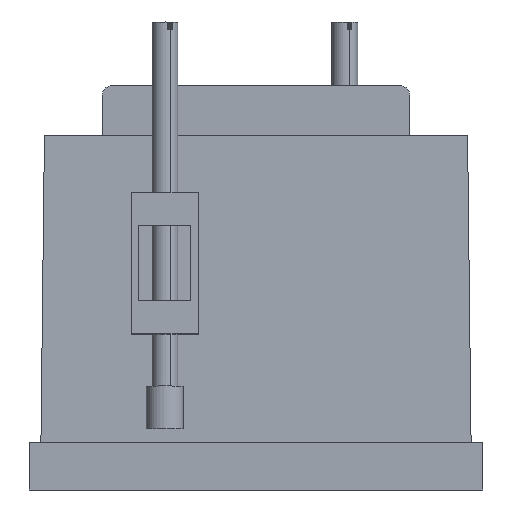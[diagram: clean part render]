
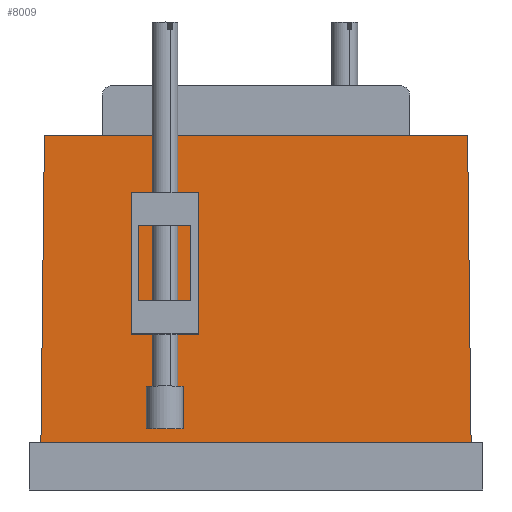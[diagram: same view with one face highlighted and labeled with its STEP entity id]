
A CAD part, left-side view. The second image highlights one B-rep face of the part: STEP entity #8009.
In plain terms, the highlighted planar face has unit normal (-1, 0, 0.011).
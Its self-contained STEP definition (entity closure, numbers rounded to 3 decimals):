
#1138 = LINE ( 'NONE', #1702, #30481 ) ;
#1301 = VERTEX_POINT ( 'NONE', #10382 ) ;
#1578 = CARTESIAN_POINT ( 'NONE',  ( -44.75, 44.75, 0. ) ) ;
#1702 = CARTESIAN_POINT ( 'NONE',  ( -45.489, -44.75, -65. ) ) ;
#1801 = CARTESIAN_POINT ( 'NONE',  ( -44.887, 17., -12.1 ) ) ;
#1986 = LINE ( 'NONE', #27154, #13182 ) ;
#2780 = EDGE_CURVE ( 'NONE', #12231, #8028, #1138, .T. ) ;
#3059 = VERTEX_POINT ( 'NONE', #34343 ) ;
#3572 = DIRECTION ( 'NONE',  ( 0.011, 0., 1. ) ) ;
#3828 = VERTEX_POINT ( 'NONE', #15167 ) ;
#4188 = CARTESIAN_POINT ( 'NONE',  ( -45.489, -45.489, -65. ) ) ;
#4530 = EDGE_CURVE ( 'NONE', #8028, #14095, #5029, .T. ) ;
#4564 = ORIENTED_EDGE ( 'NONE', *, *, #33413, .F. ) ;
#5029 = LINE ( 'NONE', #13674, #14425 ) ;
#5075 = AXIS2_PLACEMENT_3D ( 'NONE', #1578, #23933, #26789 ) ;
#5611 = VERTEX_POINT ( 'NONE', #1801 ) ;
#5931 = VECTOR ( 'NONE', #3572, 1000. ) ;
#6014 = EDGE_CURVE ( 'NONE', #1301, #28891, #13901, .T. ) ;
#6479 = CARTESIAN_POINT ( 'NONE',  ( -44.75, 44.75, 0. ) ) ;
#6701 = EDGE_LOOP ( 'NONE', ( #4564, #28338, #18568, #35529 ) ) ;
#6822 = CARTESIAN_POINT ( 'NONE',  ( -44.75, -44.75, 0. ) ) ;
#6980 = DIRECTION ( 'NONE',  ( -0.011, 0., -1. ) ) ;
#7050 = DIRECTION ( 'NONE',  ( 0., 1., 0. ) ) ;
#7658 = VECTOR ( 'NONE', #32465, 1000. ) ;
#7874 = CARTESIAN_POINT ( 'NONE',  ( -45.149, 21., -35.1 ) ) ;
#8009 = ADVANCED_FACE ( 'NONE', ( #22243, #29377, #35615 ), #15394, .T. ) ;
#8028 = VERTEX_POINT ( 'NONE', #4188 ) ;
#8358 = VERTEX_POINT ( 'NONE', #12355 ) ;
#9185 = EDGE_LOOP ( 'NONE', ( #15594, #9549, #11315, #13345 ) ) ;
#9258 = LINE ( 'NONE', #6479, #14563 ) ;
#9549 = ORIENTED_EDGE ( 'NONE', *, *, #12032, .F. ) ;
#9603 = CARTESIAN_POINT ( 'NONE',  ( -44.75, 21., 0. ) ) ;
#10382 = CARTESIAN_POINT ( 'NONE',  ( -44.887, 21., -12.1 ) ) ;
#10968 = CARTESIAN_POINT ( 'NONE',  ( -45.228, 44.75, -42.1 ) ) ;
#10986 = VERTEX_POINT ( 'NONE', #21649 ) ;
#11315 = ORIENTED_EDGE ( 'NONE', *, *, #26231, .F. ) ;
#12032 = EDGE_CURVE ( 'NONE', #3059, #32664, #1986, .T. ) ;
#12231 = VERTEX_POINT ( 'NONE', #28573 ) ;
#12279 = LINE ( 'NONE', #23394, #15334 ) ;
#12355 = CARTESIAN_POINT ( 'NONE',  ( -45.228, 21., -42.1 ) ) ;
#12636 = LINE ( 'NONE', #29168, #5931 ) ;
#12652 = CARTESIAN_POINT ( 'NONE',  ( -44.75, 21., 0. ) ) ;
#13182 = VECTOR ( 'NONE', #35396, 1000. ) ;
#13345 = ORIENTED_EDGE ( 'NONE', *, *, #18708, .F. ) ;
#13674 = CARTESIAN_POINT ( 'NONE',  ( -44.738, -44.738, 1.017 ) ) ;
#13841 = CARTESIAN_POINT ( 'NONE',  ( -45.149, 44.75, -35.1 ) ) ;
#13901 = LINE ( 'NONE', #12652, #7658 ) ;
#14095 = VERTEX_POINT ( 'NONE', #6822 ) ;
#14425 = VECTOR ( 'NONE', #25249, 1000. ) ;
#14563 = VECTOR ( 'NONE', #23573, 1000. ) ;
#14790 = LINE ( 'NONE', #9603, #23641 ) ;
#15150 = LINE ( 'NONE', #24128, #36492 ) ;
#15167 = CARTESIAN_POINT ( 'NONE',  ( -44.967, 17., -19.1 ) ) ;
#15194 = CARTESIAN_POINT ( 'NONE',  ( -44.967, 21., -19.1 ) ) ;
#15334 = VECTOR ( 'NONE', #21895, 1000. ) ;
#15394 = PLANE ( 'NONE',  #5075 ) ;
#15594 = ORIENTED_EDGE ( 'NONE', *, *, #33197, .F. ) ;
#18312 = VECTOR ( 'NONE', #21595, 1000. ) ;
#18568 = ORIENTED_EDGE ( 'NONE', *, *, #18762, .F. ) ;
#18708 = EDGE_CURVE ( 'NONE', #33014, #8358, #14790, .T. ) ;
#18762 = EDGE_CURVE ( 'NONE', #28891, #3828, #29855, .T. ) ;
#18793 = ORIENTED_EDGE ( 'NONE', *, *, #2780, .T. ) ;
#18980 = CARTESIAN_POINT ( 'NONE',  ( -44.967, 44.75, -19.1 ) ) ;
#20916 = VECTOR ( 'NONE', #22709, 1000. ) ;
#21595 = DIRECTION ( 'NONE',  ( 0., -1., 0. ) ) ;
#21649 = CARTESIAN_POINT ( 'NONE',  ( -44.75, 44.75, 0. ) ) ;
#21895 = DIRECTION ( 'NONE',  ( 0.011, -0.011, 1. ) ) ;
#22243 = FACE_BOUND ( 'NONE', #9185, .T. ) ;
#22290 = ORIENTED_EDGE ( 'NONE', *, *, #4530, .T. ) ;
#22709 = DIRECTION ( 'NONE',  ( 0., 1., 0. ) ) ;
#22722 = EDGE_CURVE ( 'NONE', #3828, #5611, #12636, .T. ) ;
#23394 = CARTESIAN_POINT ( 'NONE',  ( -44.75, 44.75, 0. ) ) ;
#23573 = DIRECTION ( 'NONE',  ( 0., -1., 0. ) ) ;
#23641 = VECTOR ( 'NONE', #6980, 1000. ) ;
#23933 = DIRECTION ( 'NONE',  ( -1., 0., 0.011 ) ) ;
#24128 = CARTESIAN_POINT ( 'NONE',  ( -44.887, 44.75, -12.1 ) ) ;
#25249 = DIRECTION ( 'NONE',  ( 0.011, 0.011, 1. ) ) ;
#25980 = CARTESIAN_POINT ( 'NONE',  ( -45.149, 17., -35.1 ) ) ;
#26231 = EDGE_CURVE ( 'NONE', #8358, #3059, #34117, .T. ) ;
#26789 = DIRECTION ( 'NONE',  ( 0.011, 0., 1. ) ) ;
#27154 = CARTESIAN_POINT ( 'NONE',  ( -44.75, 17., 0. ) ) ;
#28049 = ORIENTED_EDGE ( 'NONE', *, *, #35514, .F. ) ;
#28312 = EDGE_CURVE ( 'NONE', #12231, #10986, #12279, .T. ) ;
#28338 = ORIENTED_EDGE ( 'NONE', *, *, #22722, .F. ) ;
#28482 = LINE ( 'NONE', #13841, #20916 ) ;
#28573 = CARTESIAN_POINT ( 'NONE',  ( -45.489, 45.489, -65. ) ) ;
#28891 = VERTEX_POINT ( 'NONE', #15194 ) ;
#29168 = CARTESIAN_POINT ( 'NONE',  ( -44.75, 17., 0. ) ) ;
#29377 = FACE_BOUND ( 'NONE', #6701, .T. ) ;
#29855 = LINE ( 'NONE', #18980, #18312 ) ;
#30481 = VECTOR ( 'NONE', #33017, 1000. ) ;
#30768 = DIRECTION ( 'NONE',  ( 0., -1., 0. ) ) ;
#32312 = VECTOR ( 'NONE', #30768, 1000. ) ;
#32465 = DIRECTION ( 'NONE',  ( -0.011, 0., -1. ) ) ;
#32664 = VERTEX_POINT ( 'NONE', #25980 ) ;
#33014 = VERTEX_POINT ( 'NONE', #7874 ) ;
#33017 = DIRECTION ( 'NONE',  ( 0., -1., 0. ) ) ;
#33197 = EDGE_CURVE ( 'NONE', #32664, #33014, #28482, .T. ) ;
#33413 = EDGE_CURVE ( 'NONE', #5611, #1301, #15150, .T. ) ;
#33676 = ORIENTED_EDGE ( 'NONE', *, *, #28312, .F. ) ;
#34117 = LINE ( 'NONE', #10968, #32312 ) ;
#34343 = CARTESIAN_POINT ( 'NONE',  ( -45.228, 17., -42.1 ) ) ;
#35396 = DIRECTION ( 'NONE',  ( 0.011, 0., 1. ) ) ;
#35514 = EDGE_CURVE ( 'NONE', #10986, #14095, #9258, .T. ) ;
#35529 = ORIENTED_EDGE ( 'NONE', *, *, #6014, .F. ) ;
#35615 = FACE_OUTER_BOUND ( 'NONE', #36422, .T. ) ;
#36422 = EDGE_LOOP ( 'NONE', ( #28049, #33676, #18793, #22290 ) ) ;
#36492 = VECTOR ( 'NONE', #7050, 1000. ) ;
